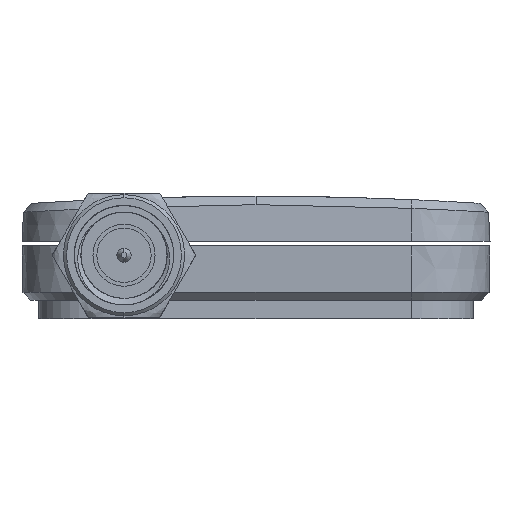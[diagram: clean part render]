
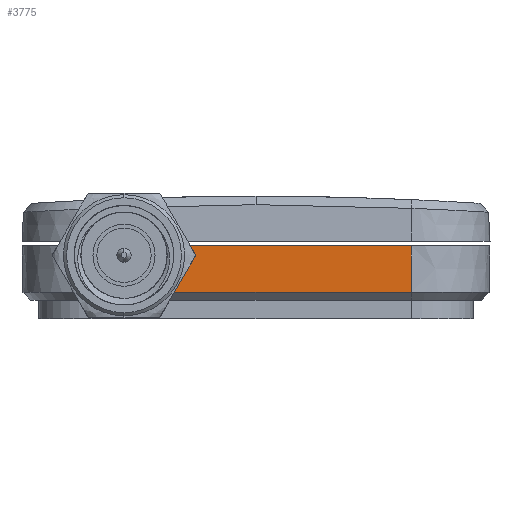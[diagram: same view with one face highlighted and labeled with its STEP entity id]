
A CAD part, front view. The second image highlights one B-rep face of the part: STEP entity #3775.
In plain terms, the highlighted planar face has unit normal (0, -1, -0.018).
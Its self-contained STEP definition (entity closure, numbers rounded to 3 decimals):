
#24 = DIRECTION ( 'NONE',  ( 0., 0.017, -1. ) ) ;
#61 = VERTEX_POINT ( 'NONE', #3018 ) ;
#71 = ORIENTED_EDGE ( 'NONE', *, *, #4482, .T. ) ;
#196 = VECTOR ( 'NONE', #1269, 1000. ) ;
#234 = CARTESIAN_POINT ( 'NONE',  ( -26.058, -5.145, 0.6 ) ) ;
#297 =( BOUNDED_CURVE ( )  B_SPLINE_CURVE ( 3, ( #6992, #8516, #3434, #7648 ),
 .UNSPECIFIED., .F., .F. ) 
 B_SPLINE_CURVE_WITH_KNOTS ( ( 4, 4 ),
 ( 4.677, 4.712 ),
 .UNSPECIFIED. ) 
 CURVE ( )  GEOMETRIC_REPRESENTATION_ITEM ( )  RATIONAL_B_SPLINE_CURVE ( ( 1., 1., 1., 1. ) ) 
 REPRESENTATION_ITEM ( '' )  );
#319 = CARTESIAN_POINT ( 'NONE',  ( -43.158, -5.145, 0.6 ) ) ;
#450 = EDGE_CURVE ( 'NONE', #4642, #5626, #3498, .T. ) ;
#563 = DIRECTION ( 'NONE',  ( 1., 0., 0. ) ) ;
#612 = ORIENTED_EDGE ( 'NONE', *, *, #5335, .T. ) ;
#706 = EDGE_CURVE ( 'NONE', #3908, #3542, #3664, .T. ) ;
#778 = CARTESIAN_POINT ( 'NONE',  ( -45.958, -5.135, 0.017 ) ) ;
#941 = VECTOR ( 'NONE', #563, 1000. ) ;
#962 = CARTESIAN_POINT ( 'NONE',  ( -44.558, -5.111, -1.4 ) ) ;
#1002 = VERTEX_POINT ( 'NONE', #234 ) ;
#1005 = CARTESIAN_POINT ( 'NONE',  ( -43.158, -5.121, -0.823 ) ) ;
#1007 = LINE ( 'NONE', #9323, #7595 ) ;
#1100 = DIRECTION ( 'NONE',  ( 0., 0.017, -1. ) ) ;
#1164 = CARTESIAN_POINT ( 'NONE',  ( -45.957, -5.136, 0.05 ) ) ;
#1170 = CARTESIAN_POINT ( 'NONE',  ( -43.158, -5.136, 0.033 ) ) ;
#1269 = DIRECTION ( 'NONE',  ( 0., 0.017, -1. ) ) ;
#1320 = VECTOR ( 'NONE', #24, 1000. ) ;
#1326 = ORIENTED_EDGE ( 'NONE', *, *, #8462, .T. ) ;
#1443 = DIRECTION ( 'NONE',  ( 0., 0.017, -1. ) ) ;
#1518 = ORIENTED_EDGE ( 'NONE', *, *, #706, .T. ) ;
#1527 = CARTESIAN_POINT ( 'NONE',  ( -43.159, -5.136, 0.05 ) ) ;
#1653 = CARTESIAN_POINT ( 'NONE',  ( -43.158, -5.137, 0.1 ) ) ;
#1683 = VERTEX_POINT ( 'NONE', #1164 ) ;
#1750 = CARTESIAN_POINT ( 'NONE',  ( -46.058, -5.093, -2.391 ) ) ;
#1836 = VECTOR ( 'NONE', #1443, 1000. ) ;
#2172 = CARTESIAN_POINT ( 'NONE',  ( -26.058, -8715.223, 499000.6 ) ) ;
#2188 = CARTESIAN_POINT ( 'NONE',  ( -26.058, -5.093, -2.391 ) ) ;
#2215 = CARTESIAN_POINT ( 'NONE',  ( -45.958, -5.136, 0.033 ) ) ;
#2266 = LINE ( 'NONE', #6019, #7352 ) ;
#2340 = ORIENTED_EDGE ( 'NONE', *, *, #6118, .T. ) ;
#2455 = CARTESIAN_POINT ( 'NONE',  ( -43.74, -5.111, -1.4 ) ) ;
#2538 = PLANE ( 'NONE',  #7848 ) ;
#2841 = CARTESIAN_POINT ( 'NONE',  ( -43.158, -5.135, 0. ) ) ;
#3018 = CARTESIAN_POINT ( 'NONE',  ( -45.958, -5.145, 0.6 ) ) ;
#3228 = DIRECTION ( 'NONE',  ( -1., 0., 0. ) ) ;
#3367 = CARTESIAN_POINT ( 'NONE',  ( -46.058, -5.145, 0.6 ) ) ;
#3434 = CARTESIAN_POINT ( 'NONE',  ( -45.958, -5.136, 0.083 ) ) ;
#3498 = LINE ( 'NONE', #7384, #1320 ) ;
#3542 = VERTEX_POINT ( 'NONE', #6125 ) ;
#3587 = EDGE_LOOP ( 'NONE', ( #5171, #7194, #8341, #612, #8987, #1518, #71, #6307, #2340, #1326, #6645, #4477 ) ) ;
#3664 =( BOUNDED_CURVE ( )  B_SPLINE_CURVE ( 3, ( #3911, #1005, #2455, #962, #6751, #8870, #3814 ),
 .UNSPECIFIED., .F., .F. ) 
 B_SPLINE_CURVE_WITH_KNOTS ( ( 4, 3, 4 ),
 ( 1.575, 3.142, 4.709 ),
 .UNSPECIFIED. ) 
 CURVE ( )  GEOMETRIC_REPRESENTATION_ITEM ( )  RATIONAL_B_SPLINE_CURVE ( ( 0.985, 0.796, 0.801, 1., 0.801, 0.796, 0.985 ) ) 
 REPRESENTATION_ITEM ( '' )  );
#3775 = ADVANCED_FACE ( 'NONE', ( #9254 ), #2538, .T. ) ;
#3791 = VERTEX_POINT ( 'NONE', #1750 ) ;
#3814 = CARTESIAN_POINT ( 'NONE',  ( -45.958, -5.135, 0. ) ) ;
#3908 = VERTEX_POINT ( 'NONE', #8533 ) ;
#3911 = CARTESIAN_POINT ( 'NONE',  ( -43.158, -5.135, 0. ) ) ;
#4208 =( BOUNDED_CURVE ( )  B_SPLINE_CURVE ( 3, ( #8016, #5141, #6624, #1527 ),
 .UNSPECIFIED., .F., .F. ) 
 B_SPLINE_CURVE_WITH_KNOTS ( ( 4, 4 ),
 ( 1.571, 1.607 ),
 .UNSPECIFIED. ) 
 CURVE ( )  GEOMETRIC_REPRESENTATION_ITEM ( )  RATIONAL_B_SPLINE_CURVE ( ( 1., 1., 1., 1. ) ) 
 REPRESENTATION_ITEM ( '' )  );
#4426 = EDGE_CURVE ( 'NONE', #3791, #5272, #9014, .T. ) ;
#4477 = ORIENTED_EDGE ( 'NONE', *, *, #4426, .T. ) ;
#4482 = EDGE_CURVE ( 'NONE', #3542, #1683, #4541, .T. ) ;
#4541 =( BOUNDED_CURVE ( )  B_SPLINE_CURVE ( 3, ( #5117, #778, #2215, #5087 ),
 .UNSPECIFIED., .F., .F. ) 
 B_SPLINE_CURVE_WITH_KNOTS ( ( 4, 4 ),
 ( 4.709, 4.748 ),
 .UNSPECIFIED. ) 
 CURVE ( )  GEOMETRIC_REPRESENTATION_ITEM ( )  RATIONAL_B_SPLINE_CURVE ( ( 0.985, 0.99, 0.995, 1. ) ) 
 REPRESENTATION_ITEM ( '' )  );
#4642 = VERTEX_POINT ( 'NONE', #319 ) ;
#4705 = VERTEX_POINT ( 'NONE', #7034 ) ;
#4987 = DIRECTION ( 'NONE',  ( -1., 0., 0. ) ) ;
#5080 = LINE ( 'NONE', #9273, #196 ) ;
#5087 = CARTESIAN_POINT ( 'NONE',  ( -45.957, -5.136, 0.05 ) ) ;
#5103 = LINE ( 'NONE', #2172, #1836 ) ;
#5117 = CARTESIAN_POINT ( 'NONE',  ( -45.958, -5.135, 0. ) ) ;
#5141 = CARTESIAN_POINT ( 'NONE',  ( -43.158, -5.136, 0.083 ) ) ;
#5171 = ORIENTED_EDGE ( 'NONE', *, *, #8554, .F. ) ;
#5203 = DIRECTION ( 'NONE',  ( 0., -0.017, 1. ) ) ;
#5272 = VERTEX_POINT ( 'NONE', #2188 ) ;
#5335 = EDGE_CURVE ( 'NONE', #5626, #4705, #4208, .T. ) ;
#5533 = CARTESIAN_POINT ( 'NONE',  ( -43.159, -5.136, 0.05 ) ) ;
#5626 = VERTEX_POINT ( 'NONE', #1653 ) ;
#5704 = VERTEX_POINT ( 'NONE', #7317 ) ;
#6019 = CARTESIAN_POINT ( 'NONE',  ( -45.958, -5.084, -2.9 ) ) ;
#6118 = EDGE_CURVE ( 'NONE', #5704, #61, #2266, .T. ) ;
#6125 = CARTESIAN_POINT ( 'NONE',  ( -45.958, -5.135, 0. ) ) ;
#6266 = EDGE_CURVE ( 'NONE', #1002, #4642, #7142, .T. ) ;
#6307 = ORIENTED_EDGE ( 'NONE', *, *, #7890, .T. ) ;
#6363 =( BOUNDED_CURVE ( )  B_SPLINE_CURVE ( 3, ( #5533, #1170, #7891, #2841 ),
 .UNSPECIFIED., .F., .F. ) 
 B_SPLINE_CURVE_WITH_KNOTS ( ( 4, 4 ),
 ( 1.535, 1.575 ),
 .UNSPECIFIED. ) 
 CURVE ( )  GEOMETRIC_REPRESENTATION_ITEM ( )  RATIONAL_B_SPLINE_CURVE ( ( 1., 0.995, 0.99, 0.985 ) ) 
 REPRESENTATION_ITEM ( '' )  );
#6624 = CARTESIAN_POINT ( 'NONE',  ( -43.158, -5.136, 0.067 ) ) ;
#6645 = ORIENTED_EDGE ( 'NONE', *, *, #7120, .T. ) ;
#6751 = CARTESIAN_POINT ( 'NONE',  ( -45.376, -5.111, -1.4 ) ) ;
#6855 = CARTESIAN_POINT ( 'NONE',  ( -36.058, -5.145, 0.6 ) ) ;
#6992 = CARTESIAN_POINT ( 'NONE',  ( -45.957, -5.136, 0.05 ) ) ;
#7034 = CARTESIAN_POINT ( 'NONE',  ( -43.159, -5.136, 0.05 ) ) ;
#7120 = EDGE_CURVE ( 'NONE', #7973, #3791, #5080, .T. ) ;
#7142 = LINE ( 'NONE', #6855, #8507 ) ;
#7194 = ORIENTED_EDGE ( 'NONE', *, *, #6266, .T. ) ;
#7317 = CARTESIAN_POINT ( 'NONE',  ( -45.958, -5.137, 0.1 ) ) ;
#7352 = VECTOR ( 'NONE', #5203, 1000. ) ;
#7384 = CARTESIAN_POINT ( 'NONE',  ( -43.158, -5.084, -2.9 ) ) ;
#7564 = DIRECTION ( 'NONE',  ( 0., -1., -0.017 ) ) ;
#7595 = VECTOR ( 'NONE', #4987, 1000. ) ;
#7648 = CARTESIAN_POINT ( 'NONE',  ( -45.958, -5.137, 0.1 ) ) ;
#7848 = AXIS2_PLACEMENT_3D ( 'NONE', #8265, #7564, #1100 ) ;
#7890 = EDGE_CURVE ( 'NONE', #1683, #5704, #297, .T. ) ;
#7891 = CARTESIAN_POINT ( 'NONE',  ( -43.158, -5.135, 0.017 ) ) ;
#7973 = VERTEX_POINT ( 'NONE', #3367 ) ;
#8016 = CARTESIAN_POINT ( 'NONE',  ( -43.158, -5.137, 0.1 ) ) ;
#8265 = CARTESIAN_POINT ( 'NONE',  ( -36.058, -5.084, -2.9 ) ) ;
#8341 = ORIENTED_EDGE ( 'NONE', *, *, #450, .T. ) ;
#8383 = EDGE_CURVE ( 'NONE', #4705, #3908, #6363, .T. ) ;
#8462 = EDGE_CURVE ( 'NONE', #61, #7973, #1007, .T. ) ;
#8507 = VECTOR ( 'NONE', #3228, 1000. ) ;
#8516 = CARTESIAN_POINT ( 'NONE',  ( -45.958, -5.136, 0.067 ) ) ;
#8533 = CARTESIAN_POINT ( 'NONE',  ( -43.158, -5.135, 0. ) ) ;
#8554 = EDGE_CURVE ( 'NONE', #1002, #5272, #5103, .T. ) ;
#8870 = CARTESIAN_POINT ( 'NONE',  ( -45.958, -5.121, -0.823 ) ) ;
#8987 = ORIENTED_EDGE ( 'NONE', *, *, #8383, .T. ) ;
#9014 = LINE ( 'NONE', #9232, #941 ) ;
#9232 = CARTESIAN_POINT ( 'NONE',  ( -21.058, -5.093, -2.391 ) ) ;
#9254 = FACE_OUTER_BOUND ( 'NONE', #3587, .T. ) ;
#9273 = CARTESIAN_POINT ( 'NONE',  ( -46.058, -5.084, -2.9 ) ) ;
#9323 = CARTESIAN_POINT ( 'NONE',  ( -36.058, -5.145, 0.6 ) ) ;
